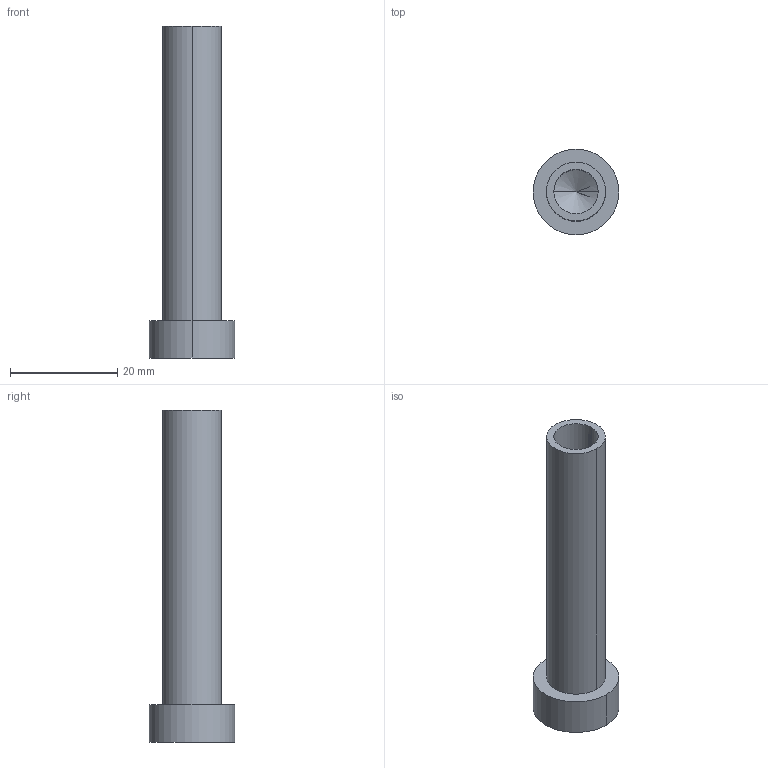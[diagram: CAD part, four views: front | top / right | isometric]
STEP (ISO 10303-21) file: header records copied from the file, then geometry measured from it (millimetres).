
FILE_DESCRIPTION (( 'STEP AP203' ), '1' );
FILE_NAME ('101100808.STEP', '2018-03-14T13:27:36', ( '' ), ( '' ), 'SwSTEP 2.0', 'SolidWorks 2015', '' );
FILE_SCHEMA (( 'CONFIG_CONTROL_DESIGN' ));
Length unit declared in the file: millimetre
Products named in the file (1): 101100808
Bounding box: 16 x 16 x 62 mm (x, y, z)
Volume: 3937.9 mm3; surface area: 3947.3 mm2
Topology: 1 solids, 1 shells, 244 faces, 660 edges, 429 vertices
Faces by surface type: bspline 118, plane 75, cylinder 49, cone 2
Entity records: 12583 total; most frequent: CARTESIAN_POINT 7226, ORIENTED_EDGE 1316, DIRECTION 716, EDGE_CURVE 658, VERTEX_POINT 429, LINE 294, VECTOR 294, B_SPLINE_CURVE_WITH_KNOTS 272
